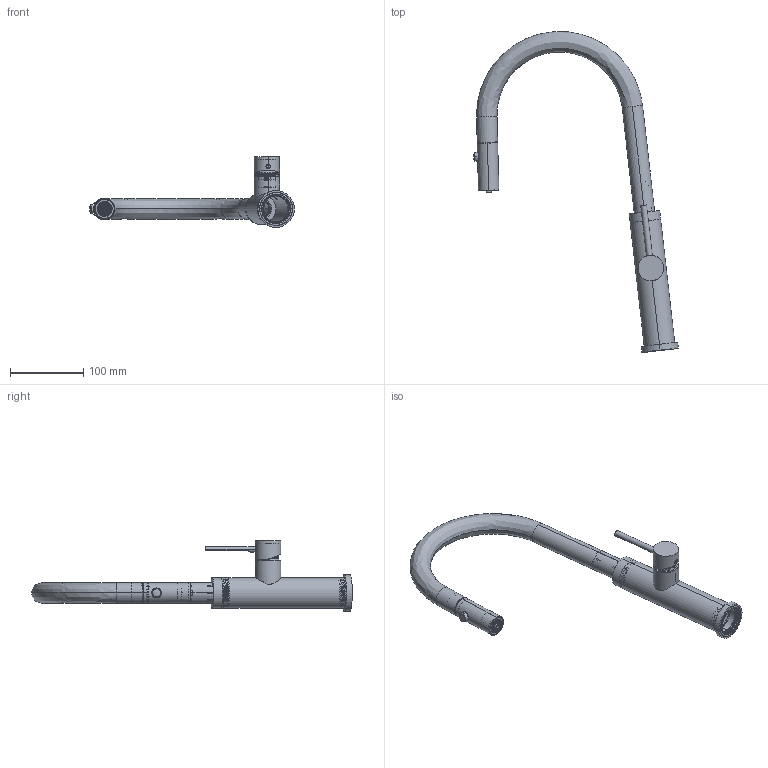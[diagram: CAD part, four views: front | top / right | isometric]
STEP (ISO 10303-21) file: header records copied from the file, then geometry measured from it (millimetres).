
FILE_DESCRIPTION (( 'STEP AP203' ), '1' );
FILE_NAME ('38E312925.STEP', '2025-11-18T10:46:13', ( '' ), ( '' ), 'SwSTEP 2.0', 'SolidWorks 2021', '' );
FILE_SCHEMA (( 'CONFIG_CONTROL_DESIGN' ));
Products named in the file (1): 38E312925
Bounding box: 280.18 x 438.75 x 96.6 mm (x, y, z)
Volume: 154918.2 mm3; surface area: 209460.3 mm2
Topology: 24 solids, 24 shells, 2092 faces, 6178 edges, 4074 vertices
Faces by surface type: plane 977, cylinder 520, bspline 330, cone 248, torus 17
Entity records: 128867 total; most frequent: CARTESIAN_POINT 76516, ORIENTED_EDGE 12330, DIRECTION 9177, EDGE_CURVE 6165, VERTEX_POINT 4074, AXIS2_PLACEMENT_3D 3190, LINE 2797, VECTOR 2797
